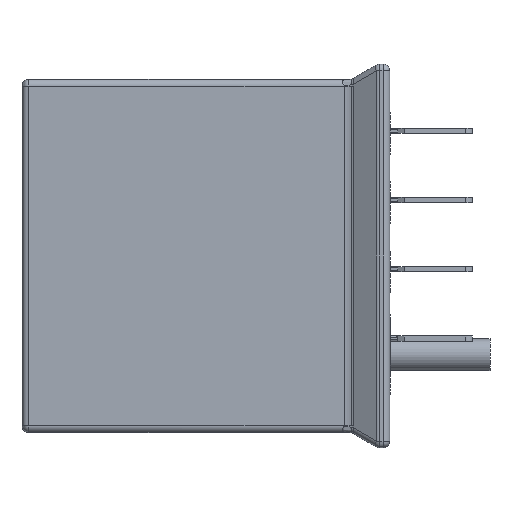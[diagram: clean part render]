
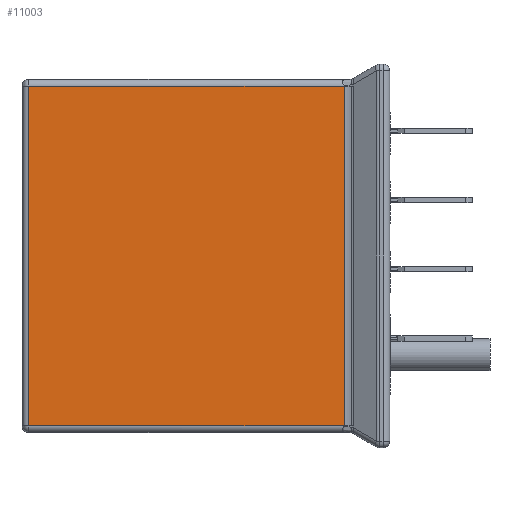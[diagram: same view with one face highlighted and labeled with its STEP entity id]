
A CAD part, left-side view. The second image highlights one B-rep face of the part: STEP entity #11003.
In plain terms, the highlighted planar face has unit normal (-1, 0, 0).
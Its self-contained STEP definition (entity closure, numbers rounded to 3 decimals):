
#499 = VECTOR ( 'NONE', #7252, 1000. ) ;
#762 = LINE ( 'NONE', #4264, #16053 ) ;
#3503 = VERTEX_POINT ( 'NONE', #16680 ) ;
#3973 = ORIENTED_EDGE ( 'NONE', *, *, #5821, .T. ) ;
#4030 = VERTEX_POINT ( 'NONE', #12995 ) ;
#4123 = CARTESIAN_POINT ( 'NONE',  ( -10.25, 13.8, 13.25 ) ) ;
#4264 = CARTESIAN_POINT ( 'NONE',  ( -10.25, 13.8, -12.75 ) ) ;
#4415 = DIRECTION ( 'NONE',  ( 0., 0., 1. ) ) ;
#4790 = EDGE_LOOP ( 'NONE', ( #13002, #3973, #7416, #13919 ) ) ;
#4818 = CARTESIAN_POINT ( 'NONE',  ( -10.25, 13.8, 12.75 ) ) ;
#5607 = DIRECTION ( 'NONE',  ( 0., 0., -1. ) ) ;
#5799 = CARTESIAN_POINT ( 'NONE',  ( -10.25, 13.3, -13.25 ) ) ;
#5821 = EDGE_CURVE ( 'NONE', #9018, #12160, #5937, .T. ) ;
#5937 = LINE ( 'NONE', #10218, #9380 ) ;
#6290 = DIRECTION ( 'NONE',  ( 0., 1., 0. ) ) ;
#6579 = VECTOR ( 'NONE', #6290, 1000. ) ;
#7007 = PLANE ( 'NONE',  #18027 ) ;
#7252 = DIRECTION ( 'NONE',  ( 0., 0., -1. ) ) ;
#7416 = ORIENTED_EDGE ( 'NONE', *, *, #16096, .T. ) ;
#7557 = FACE_OUTER_BOUND ( 'NONE', #4790, .T. ) ;
#8769 = CARTESIAN_POINT ( 'NONE',  ( -10.25, -10.376, 12.75 ) ) ;
#9018 = VERTEX_POINT ( 'NONE', #16027 ) ;
#9380 = VECTOR ( 'NONE', #4415, 1000. ) ;
#9761 = EDGE_CURVE ( 'NONE', #3503, #9018, #762, .T. ) ;
#10218 = CARTESIAN_POINT ( 'NONE',  ( -10.25, -10.376, 13.25 ) ) ;
#11003 = ADVANCED_FACE ( 'NONE', ( #7557 ), #7007, .F. ) ;
#12141 = EDGE_CURVE ( 'NONE', #4030, #3503, #16266, .T. ) ;
#12160 = VERTEX_POINT ( 'NONE', #8769 ) ;
#12995 = CARTESIAN_POINT ( 'NONE',  ( -10.25, 13.3, 12.75 ) ) ;
#13002 = ORIENTED_EDGE ( 'NONE', *, *, #9761, .T. ) ;
#13919 = ORIENTED_EDGE ( 'NONE', *, *, #12141, .T. ) ;
#14465 = DIRECTION ( 'NONE',  ( 1., 0., 0. ) ) ;
#16027 = CARTESIAN_POINT ( 'NONE',  ( -10.25, -10.376, -12.75 ) ) ;
#16053 = VECTOR ( 'NONE', #19094, 1000. ) ;
#16096 = EDGE_CURVE ( 'NONE', #12160, #4030, #18398, .T. ) ;
#16266 = LINE ( 'NONE', #5799, #499 ) ;
#16680 = CARTESIAN_POINT ( 'NONE',  ( -10.25, 13.3, -12.75 ) ) ;
#18027 = AXIS2_PLACEMENT_3D ( 'NONE', #4123, #14465, #5607 ) ;
#18398 = LINE ( 'NONE', #4818, #6579 ) ;
#19094 = DIRECTION ( 'NONE',  ( 0., -1., 0. ) ) ;
